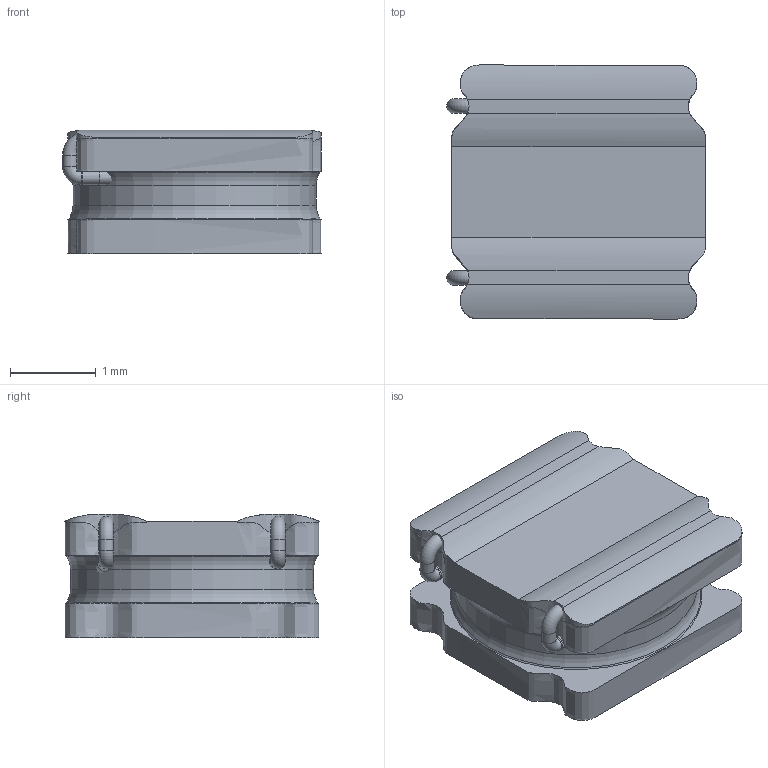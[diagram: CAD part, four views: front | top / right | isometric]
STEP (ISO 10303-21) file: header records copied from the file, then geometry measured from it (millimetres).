
FILE_DESCRIPTION(/* description */ (''),/* implementation_level */ '2;1');
FILE_NAME(/* name */ 'HPC3015BM.stp',/* time_stamp */ '2022-01-19T11:55:09+08:00',/* author */ (''),/* organization */ (''),/* preprocessor_version */ 'ST-DEVELOPER v16.7',/* originating_system */ 'SIEMENS PLM Software NX 12.0',/* authorisation */ '');
FILE_SCHEMA (('AUTOMOTIVE_DESIGN { 1 0 10303 214 3 1 1 1 }'));
Length unit declared in the file: millimetre
Products named in the file (1): HPC3015BM
Bounding box: 3.01 x 2.96 x 1.44 mm (x, y, z)
Volume: 11.1 mm3; surface area: 66.4 mm2
Topology: 4 solids, 4 shells, 131 faces, 290 edges, 169 vertices
Faces by surface type: torus 66, plane 32, cylinder 27, extrusion 4, cone 2
Full cylindrical faces by diameter (mm): 0.17 x6, 2.83 x1
Entity records: 5428 total; most frequent: CARTESIAN_POINT 2957, DIRECTION 460, ORIENTED_EDGE 424, EDGE_CURVE 212, EDGE_LOOP 210, AXIS2_PLACEMENT_3D 205, VERTEX_POINT 168, FACE_BOUND 158
